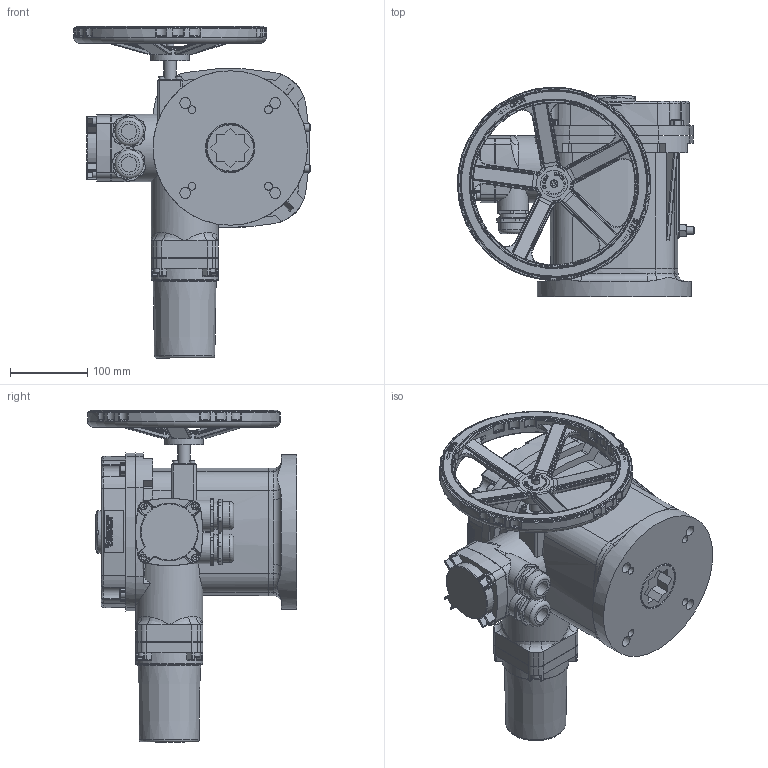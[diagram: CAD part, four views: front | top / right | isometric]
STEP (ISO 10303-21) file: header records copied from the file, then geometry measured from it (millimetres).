
FILE_DESCRIPTION(/* description */ (''),/* implementation_level */ '2;1');
FILE_NAME(/* name */ 'QT-N-500M_3D_STEP.stp',/* time_stamp */ '2025-02-10T09:08:42+03:00',/* author */ ('igorr'),/* organization */ (''),/* preprocessor_version */ 'ST-DEVELOPER v20',/* originating_system */ 'Autodesk Inventor 2025',/* authorisation */ '');
FILE_SCHEMA (('AUTOMOTIVE_DESIGN { 1 0 10303 214 3 1 1 }'));
Products named in the file (8): Сборка; Деталь; Деталь 2; ANSI B18.2.4.2M - M10x1,5; AS 1420 - 1973 - M8 x 16; AS 1420 - 1973 - M3 x 6; AS 1420 - 1973 - M4 x 8; AS 1420 - 1973 - M6 x 10
Assembly tree (25 placements, depth 2):
  Сборка
    Деталь
    Деталь 2
    ANSI B18.2.4.2M - M10x1,5  x2
    AS 1420 - 1973 - M6 x 10  x9
    AS 1420 - 1973 - M8 x 16  x4
    AS 1420 - 1973 - M3 x 6  x4
    AS 1420 - 1973 - M4 x 8  x4
Bounding box: 306.93 x 270.99 x 430 mm (x, y, z)
Volume: 9330542.7 mm3; surface area: 614660.7 mm2
Topology: 25 solids, 26 shells, 2521 faces, 6390 edges, 4024 vertices
Faces by surface type: plane 966, cylinder 624, bspline 419, torus 343, sphere 90, cone 79
Full cylindrical faces by diameter (mm): 3 x4, 4 x4, 5.5 x4, 6 x9, 7 x4, 8 x4, 8.376 x2, 10 x15, 13 x4, 14 x4, 16 x1, 20 x2, 26.942 x2, 32.726 x1, 35 x3, 36.807 x2, 37 x2, 40 x2, 41 x1, 42.663 x1, 50 x1, 55 x1, 60 x1, 62 x1, 64 x1, 76.285 x1, 87 x3, 200 x1, 210 x1, 218 x1
Entity records: 88273 total; most frequent: CARTESIAN_POINT 33083, ORIENTED_EDGE 11402, DIRECTION 10601, EDGE_CURVE 5701, AXIS2_PLACEMENT_3D 4128, VERTEX_POINT 3587, EDGE_LOOP 2372, LINE 2345
